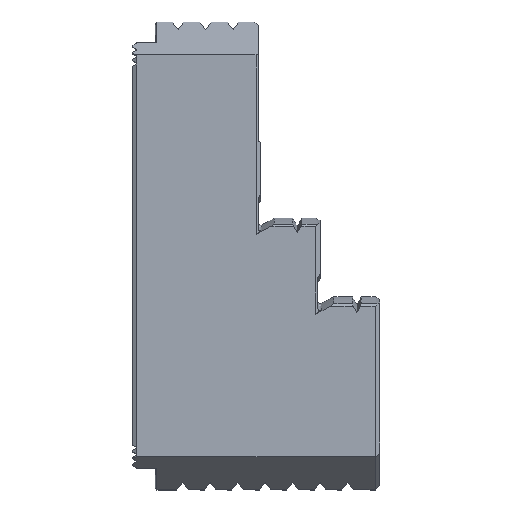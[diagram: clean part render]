
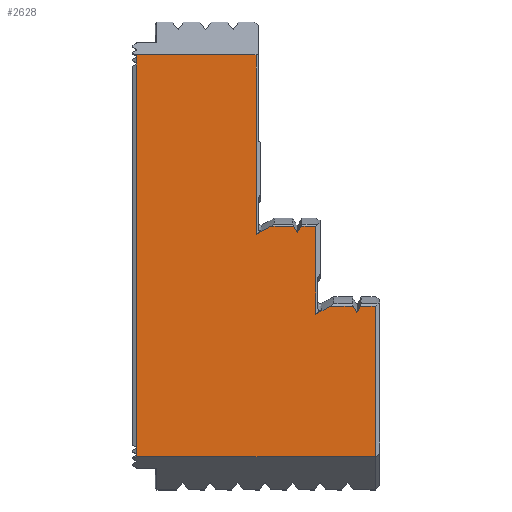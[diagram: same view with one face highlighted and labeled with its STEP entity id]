
A CAD part, top view. The second image highlights one B-rep face of the part: STEP entity #2628.
In plain terms, the highlighted planar face has unit normal (0, 0, 1).
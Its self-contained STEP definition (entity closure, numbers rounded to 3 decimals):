
#123 = EDGE_CURVE ( 'NONE', #10365, #3581, #8041, .T. ) ;
#153 = CARTESIAN_POINT ( 'NONE',  ( 54., 6.516, 20. ) ) ;
#176 = EDGE_CURVE ( 'NONE', #4141, #2129, #2302, .T. ) ;
#212 = CARTESIAN_POINT ( 'NONE',  ( 48.224, 39.345, 20. ) ) ;
#213 = VERTEX_POINT ( 'NONE', #8984 ) ;
#220 = DIRECTION ( 'NONE',  ( -1., 0., 0. ) ) ;
#311 = CARTESIAN_POINT ( 'NONE',  ( 54., 94.149, 20. ) ) ;
#463 = B_SPLINE_CURVE_WITH_KNOTS ( 'NONE', 3,
 ( #5022, #8860, #8190, #1758 ),
 .UNSPECIFIED., .F., .F.,
 ( 4, 4 ),
 ( 0.058, 0.062 ),
 .UNSPECIFIED. ) ;
#726 = CARTESIAN_POINT ( 'NONE',  ( 35.226, 56.773, 20. ) ) ;
#758 = CARTESIAN_POINT ( 'NONE',  ( 40., 56.773, 20. ) ) ;
#901 = CARTESIAN_POINT ( 'NONE',  ( 48.483, 38.883, 20. ) ) ;
#918 = DIRECTION ( 'NONE',  ( 0., -1., 0. ) ) ;
#995 = CARTESIAN_POINT ( 'NONE',  ( 36., 55.405, 20. ) ) ;
#998 = ORIENTED_EDGE ( 'NONE', *, *, #4162, .T. ) ;
#1029 = ORIENTED_EDGE ( 'NONE', *, *, #8789, .F. ) ;
#1157 = EDGE_CURVE ( 'NONE', #6617, #2129, #2602, .T. ) ;
#1179 = LINE ( 'NONE', #7397, #6898 ) ;
#1278 = VERTEX_POINT ( 'NONE', #5254 ) ;
#1380 = VECTOR ( 'NONE', #3352, 1000. ) ;
#1626 = CARTESIAN_POINT ( 'NONE',  ( 35.742, 55.861, 20. ) ) ;
#1697 = CARTESIAN_POINT ( 'NONE',  ( 1., 101.366, 20. ) ) ;
#1758 = CARTESIAN_POINT ( 'NONE',  ( 30.247, 56.773, 20. ) ) ;
#1779 = CARTESIAN_POINT ( 'NONE',  ( 41.085, 38.18, 20. ) ) ;
#1837 = LINE ( 'NONE', #3466, #9066 ) ;
#1847 = EDGE_CURVE ( 'NONE', #7072, #7281, #463, .T. ) ;
#1946 = CARTESIAN_POINT ( 'NONE',  ( 44., 39.345, 20. ) ) ;
#1987 = FACE_OUTER_BOUND ( 'NONE', #7154, .T. ) ;
#1989 = CARTESIAN_POINT ( 'NONE',  ( 49.517, 38.883, 20. ) ) ;
#2041 = PLANE ( 'NONE',  #5295 ) ;
#2129 = VERTEX_POINT ( 'NONE', #9006 ) ;
#2302 = LINE ( 'NONE', #5513, #8795 ) ;
#2451 = EDGE_CURVE ( 'NONE', #10365, #1278, #3987, .T. ) ;
#2525 = EDGE_CURVE ( 'NONE', #7807, #6617, #3222, .T. ) ;
#2579 = CARTESIAN_POINT ( 'NONE',  ( 49., 37.959, 20. ) ) ;
#2581 = CARTESIAN_POINT ( 'NONE',  ( 53., 39.345, 20. ) ) ;
#2602 = B_SPLINE_CURVE_WITH_KNOTS ( 'NONE', 3,
 ( #10051, #8412, #1989, #8555 ),
 .UNSPECIFIED., .F., .F.,
 ( 4, 4 ),
 ( 0.075, 0.077 ),
 .UNSPECIFIED. ) ;
#2628 = ADVANCED_FACE ( 'NONE', ( #1987 ), #2041, .F. ) ;
#2644 = LINE ( 'NONE', #6861, #10248 ) ;
#2822 = DIRECTION ( 'NONE',  ( 0., 1., 0. ) ) ;
#3140 = DIRECTION ( 'NONE',  ( 0., 1., 0. ) ) ;
#3222 = B_SPLINE_CURVE_WITH_KNOTS ( 'NONE', 3,
 ( #212, #901, #3462, #6638 ),
 .UNSPECIFIED., .F., .F.,
 ( 4, 4 ),
 ( 0.044, 0.046 ),
 .UNSPECIFIED. ) ;
#3292 = VECTOR ( 'NONE', #220, 1000. ) ;
#3352 = DIRECTION ( 'NONE',  ( -1., 0., 0. ) ) ;
#3414 = CARTESIAN_POINT ( 'NONE',  ( 40., 37.597, 20. ) ) ;
#3462 = CARTESIAN_POINT ( 'NONE',  ( 48.741, 38.421, 20. ) ) ;
#3466 = CARTESIAN_POINT ( 'NONE',  ( 27., 94.149, 20. ) ) ;
#3538 = ORIENTED_EDGE ( 'NONE', *, *, #7896, .T. ) ;
#3581 = VERTEX_POINT ( 'NONE', #758 ) ;
#3634 = ORIENTED_EDGE ( 'NONE', *, *, #176, .T. ) ;
#3658 = DIRECTION ( 'NONE',  ( -1., 0., 0. ) ) ;
#3794 = CARTESIAN_POINT ( 'NONE',  ( 48.224, 39.345, 20. ) ) ;
#3818 = CARTESIAN_POINT ( 'NONE',  ( 36.774, 56.773, 20. ) ) ;
#3922 = CARTESIAN_POINT ( 'NONE',  ( 35.484, 56.317, 20. ) ) ;
#3987 = B_SPLINE_CURVE_WITH_KNOTS ( 'NONE', 3,
 ( #3414, #1779, #9094, #6477 ),
 .UNSPECIFIED., .F., .F.,
 ( 4, 4 ),
 ( 0.039, 0.043 ),
 .UNSPECIFIED. ) ;
#4141 = VERTEX_POINT ( 'NONE', #2581 ) ;
#4162 = EDGE_CURVE ( 'NONE', #7807, #1278, #7432, .T. ) ;
#4186 = VECTOR ( 'NONE', #6835, 1000. ) ;
#4231 = CARTESIAN_POINT ( 'NONE',  ( 1., 94.149, 20. ) ) ;
#4284 = ORIENTED_EDGE ( 'NONE', *, *, #1157, .F. ) ;
#4340 = ORIENTED_EDGE ( 'NONE', *, *, #5279, .F. ) ;
#4355 = CARTESIAN_POINT ( 'NONE',  ( 54., 94.149, 20. ) ) ;
#4370 = ORIENTED_EDGE ( 'NONE', *, *, #2451, .F. ) ;
#4622 = ORIENTED_EDGE ( 'NONE', *, *, #6541, .T. ) ;
#4662 = LINE ( 'NONE', #5347, #9275 ) ;
#4671 = CARTESIAN_POINT ( 'NONE',  ( 36.258, 55.861, 20. ) ) ;
#4729 = ORIENTED_EDGE ( 'NONE', *, *, #6359, .T. ) ;
#4757 = B_SPLINE_CURVE_WITH_KNOTS ( 'NONE', 3,
 ( #726, #3922, #1626, #7158 ),
 .UNSPECIFIED., .F., .F.,
 ( 4, 4 ),
 ( 0.063, 0.065 ),
 .UNSPECIFIED. ) ;
#4768 = VERTEX_POINT ( 'NONE', #4231 ) ;
#4939 = CARTESIAN_POINT ( 'NONE',  ( 35.226, 56.773, 20. ) ) ;
#4966 = CARTESIAN_POINT ( 'NONE',  ( 27., 94.149, 20. ) ) ;
#5022 = CARTESIAN_POINT ( 'NONE',  ( 27., 55.047, 20. ) ) ;
#5117 = CARTESIAN_POINT ( 'NONE',  ( 36.774, 56.773, 20. ) ) ;
#5237 = VERTEX_POINT ( 'NONE', #5117 ) ;
#5254 = CARTESIAN_POINT ( 'NONE',  ( 43.255, 39.345, 20. ) ) ;
#5279 = EDGE_CURVE ( 'NONE', #5358, #5237, #6450, .T. ) ;
#5295 = AXIS2_PLACEMENT_3D ( 'NONE', #4355, #7574, #2822 ) ;
#5347 = CARTESIAN_POINT ( 'NONE',  ( 37., 56.773, 20. ) ) ;
#5358 = VERTEX_POINT ( 'NONE', #995 ) ;
#5367 = ORIENTED_EDGE ( 'NONE', *, *, #1847, .F. ) ;
#5479 = CARTESIAN_POINT ( 'NONE',  ( 30.247, 56.773, 20. ) ) ;
#5513 = CARTESIAN_POINT ( 'NONE',  ( 50., 39.345, 20. ) ) ;
#5541 = EDGE_CURVE ( 'NONE', #7032, #4768, #8450, .T. ) ;
#5805 = ORIENTED_EDGE ( 'NONE', *, *, #123, .T. ) ;
#5809 = LINE ( 'NONE', #1697, #8086 ) ;
#6172 = DIRECTION ( 'NONE',  ( 0., 1., 0. ) ) ;
#6311 = CARTESIAN_POINT ( 'NONE',  ( 36., 55.405, 20. ) ) ;
#6359 = EDGE_CURVE ( 'NONE', #8289, #4141, #2644, .T. ) ;
#6450 = B_SPLINE_CURVE_WITH_KNOTS ( 'NONE', 3,
 ( #6311, #4671, #7642, #3818 ),
 .UNSPECIFIED., .F., .F.,
 ( 4, 4 ),
 ( 0.113, 0.114 ),
 .UNSPECIFIED. ) ;
#6477 = CARTESIAN_POINT ( 'NONE',  ( 43.255, 39.345, 20. ) ) ;
#6541 = EDGE_CURVE ( 'NONE', #7072, #7032, #1837, .T. ) ;
#6617 = VERTEX_POINT ( 'NONE', #2579 ) ;
#6638 = CARTESIAN_POINT ( 'NONE',  ( 49., 37.959, 20. ) ) ;
#6692 = DIRECTION ( 'NONE',  ( 0., 1., 0. ) ) ;
#6835 = DIRECTION ( 'NONE',  ( -1., 0., 0. ) ) ;
#6861 = CARTESIAN_POINT ( 'NONE',  ( 53., 94.149, 20. ) ) ;
#6898 = VECTOR ( 'NONE', #8336, 1000. ) ;
#7032 = VERTEX_POINT ( 'NONE', #4966 ) ;
#7072 = VERTEX_POINT ( 'NONE', #9118 ) ;
#7073 = EDGE_CURVE ( 'NONE', #9974, #7281, #1179, .T. ) ;
#7129 = VECTOR ( 'NONE', #3140, 1000. ) ;
#7154 = EDGE_LOOP ( 'NONE', ( #8566, #998, #4370, #5805, #7661, #4340, #9858, #8001, #5367, #4622, #8153, #3538, #1029, #4729, #3634, #4284 ) ) ;
#7158 = CARTESIAN_POINT ( 'NONE',  ( 36., 55.405, 20. ) ) ;
#7281 = VERTEX_POINT ( 'NONE', #5479 ) ;
#7330 = CARTESIAN_POINT ( 'NONE',  ( 53., 6.516, 20. ) ) ;
#7369 = LINE ( 'NONE', #153, #1380 ) ;
#7397 = CARTESIAN_POINT ( 'NONE',  ( 31., 56.773, 20. ) ) ;
#7432 = LINE ( 'NONE', #1946, #3292 ) ;
#7574 = DIRECTION ( 'NONE',  ( 0., 0., -1. ) ) ;
#7602 = EDGE_CURVE ( 'NONE', #9974, #5358, #4757, .T. ) ;
#7642 = CARTESIAN_POINT ( 'NONE',  ( 36.516, 56.317, 20. ) ) ;
#7661 = ORIENTED_EDGE ( 'NONE', *, *, #8953, .T. ) ;
#7807 = VERTEX_POINT ( 'NONE', #3794 ) ;
#7896 = EDGE_CURVE ( 'NONE', #4768, #213, #5809, .T. ) ;
#8001 = ORIENTED_EDGE ( 'NONE', *, *, #7073, .T. ) ;
#8041 = LINE ( 'NONE', #10350, #7129 ) ;
#8086 = VECTOR ( 'NONE', #918, 1000. ) ;
#8153 = ORIENTED_EDGE ( 'NONE', *, *, #5541, .T. ) ;
#8190 = CARTESIAN_POINT ( 'NONE',  ( 29.165, 56.198, 20. ) ) ;
#8289 = VERTEX_POINT ( 'NONE', #7330 ) ;
#8305 = DIRECTION ( 'NONE',  ( -1., 0., 0. ) ) ;
#8336 = DIRECTION ( 'NONE',  ( -1., 0., 0. ) ) ;
#8412 = CARTESIAN_POINT ( 'NONE',  ( 49.259, 38.421, 20. ) ) ;
#8450 = LINE ( 'NONE', #311, #4186 ) ;
#8555 = CARTESIAN_POINT ( 'NONE',  ( 49.776, 39.345, 20. ) ) ;
#8566 = ORIENTED_EDGE ( 'NONE', *, *, #2525, .F. ) ;
#8789 = EDGE_CURVE ( 'NONE', #8289, #213, #7369, .T. ) ;
#8795 = VECTOR ( 'NONE', #8305, 1000. ) ;
#8860 = CARTESIAN_POINT ( 'NONE',  ( 28.082, 55.623, 20. ) ) ;
#8953 = EDGE_CURVE ( 'NONE', #3581, #5237, #4662, .T. ) ;
#8979 = CARTESIAN_POINT ( 'NONE',  ( 40., 37.597, 20. ) ) ;
#8984 = CARTESIAN_POINT ( 'NONE',  ( 1., 6.516, 20. ) ) ;
#9006 = CARTESIAN_POINT ( 'NONE',  ( 49.776, 39.345, 20. ) ) ;
#9066 = VECTOR ( 'NONE', #6692, 1000. ) ;
#9094 = CARTESIAN_POINT ( 'NONE',  ( 42.17, 38.763, 20. ) ) ;
#9118 = CARTESIAN_POINT ( 'NONE',  ( 27., 55.047, 20. ) ) ;
#9275 = VECTOR ( 'NONE', #3658, 1000. ) ;
#9858 = ORIENTED_EDGE ( 'NONE', *, *, #7602, .F. ) ;
#9974 = VERTEX_POINT ( 'NONE', #4939 ) ;
#10051 = CARTESIAN_POINT ( 'NONE',  ( 49., 37.959, 20. ) ) ;
#10248 = VECTOR ( 'NONE', #6172, 1000. ) ;
#10350 = CARTESIAN_POINT ( 'NONE',  ( 40., 94.149, 20. ) ) ;
#10365 = VERTEX_POINT ( 'NONE', #8979 ) ;
